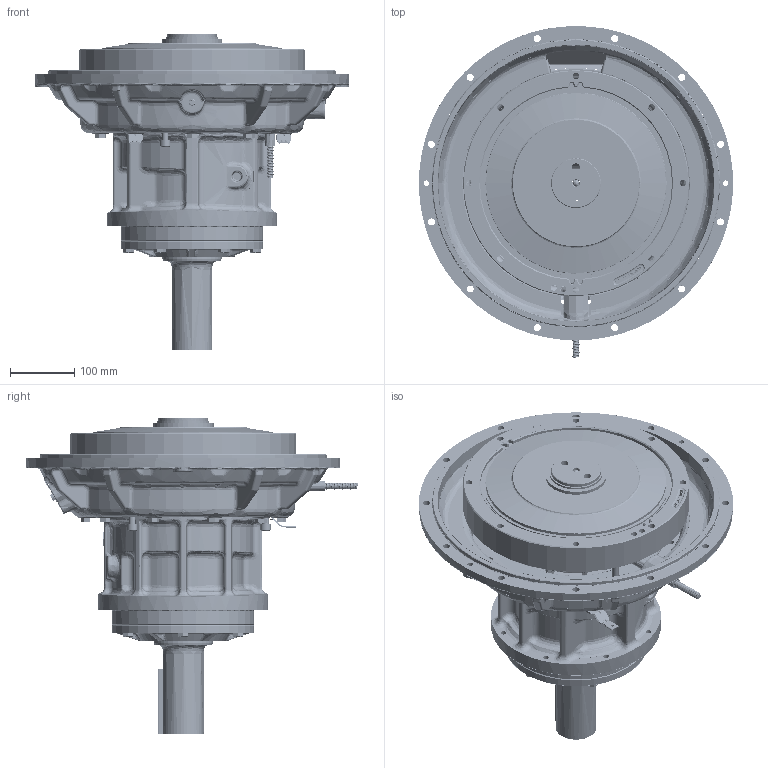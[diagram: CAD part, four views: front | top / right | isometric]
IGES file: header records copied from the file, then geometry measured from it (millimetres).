
Start section: SolidWorks IGES file using analytic representation for surfaces
Global section: file name: PX1030519E.igs; native system: SolidWorks 2021; preprocessor: SolidWorks 2021; author: PDMBatchService; date: 240828.204151; units: millimetre
Bounding box: 490.05 x 517.56 x 494.2 mm (x, y, z)
Surface area: 1193985.8 mm2 (no closed solid volume)
Topology: 0 solids, 0 shells, 2468 faces, 40628 edges, 40548 vertices
Faces by surface type: bspline 1492, revolution 976
